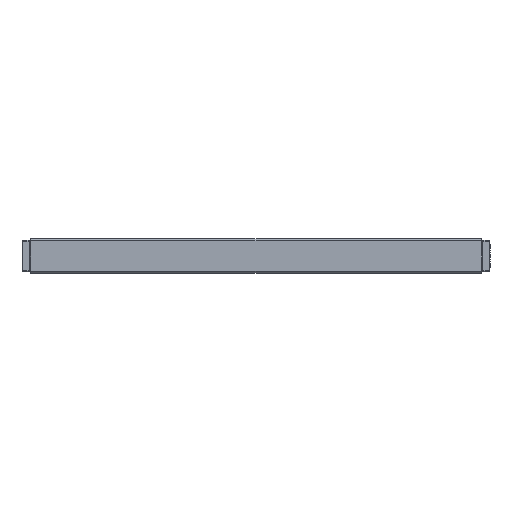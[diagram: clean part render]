
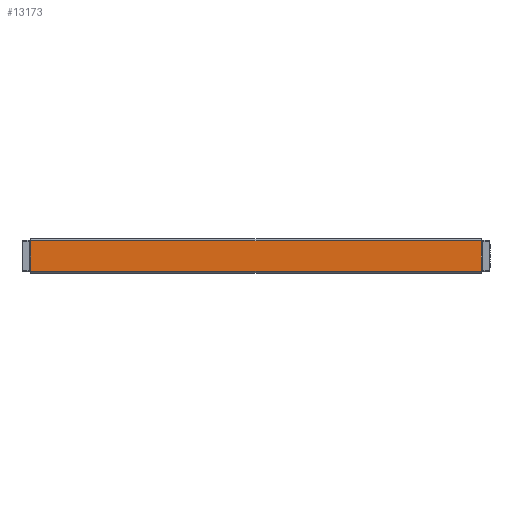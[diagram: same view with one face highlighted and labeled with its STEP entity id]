
A CAD part, front view. The second image highlights one B-rep face of the part: STEP entity #13173.
In plain terms, the highlighted planar face has unit normal (0, -1, 0).
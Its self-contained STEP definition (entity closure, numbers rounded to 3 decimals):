
#10822=FACE_OUTER_BOUND('',#22111,.T.);
#13173=ADVANCED_FACE('',(#10822),#15343,.T.);
#15343=PLANE('',#58546);
#22111=EDGE_LOOP('',(#30438,#30439,#30440,#30441));
#30438=ORIENTED_EDGE('',*,*,#45042,.T.);
#30439=ORIENTED_EDGE('',*,*,#45043,.T.);
#30440=ORIENTED_EDGE('',*,*,#45044,.T.);
#30441=ORIENTED_EDGE('',*,*,#45045,.T.);
#39556=VERTEX_POINT('',#82518);
#39557=VERTEX_POINT('',#82519);
#39558=VERTEX_POINT('',#82521);
#39559=VERTEX_POINT('',#82523);
#45042=EDGE_CURVE('',#39556,#39557,#50354,.T.);
#45043=EDGE_CURVE('',#39557,#39558,#50355,.T.);
#45044=EDGE_CURVE('',#39558,#39559,#50356,.T.);
#45045=EDGE_CURVE('',#39559,#39556,#50357,.T.);
#50354=LINE('',#82517,#54558);
#50355=LINE('',#82520,#54559);
#50356=LINE('',#82522,#54560);
#50357=LINE('',#82524,#54561);
#54558=VECTOR('',#66473,1.);
#54559=VECTOR('',#66474,1.);
#54560=VECTOR('',#66475,1.);
#54561=VECTOR('',#66476,1.);
#58546=AXIS2_PLACEMENT_3D('',#82525,#66477,#66478);
#66473=DIRECTION('',(-1.,0.,0.));
#66474=DIRECTION('',(0.,0.,-1.));
#66475=DIRECTION('',(1.,0.,0.));
#66476=DIRECTION('',(0.,0.,1.));
#66477=DIRECTION('',(0.,-1.,0.));
#66478=DIRECTION('',(0.,0.,-1.));
#82517=CARTESIAN_POINT('',(100.,0.,14.25));
#82518=CARTESIAN_POINT('',(199.275,0.,14.25));
#82519=CARTESIAN_POINT('',(0.725,0.,14.25));
#82520=CARTESIAN_POINT('',(0.725,0.,0.));
#82521=CARTESIAN_POINT('',(0.725,0.,0.75));
#82522=CARTESIAN_POINT('',(100.,0.,0.75));
#82523=CARTESIAN_POINT('',(199.275,0.,0.75));
#82524=CARTESIAN_POINT('',(199.275,0.,0.));
#82525=CARTESIAN_POINT('',(100.,0.,0.));
